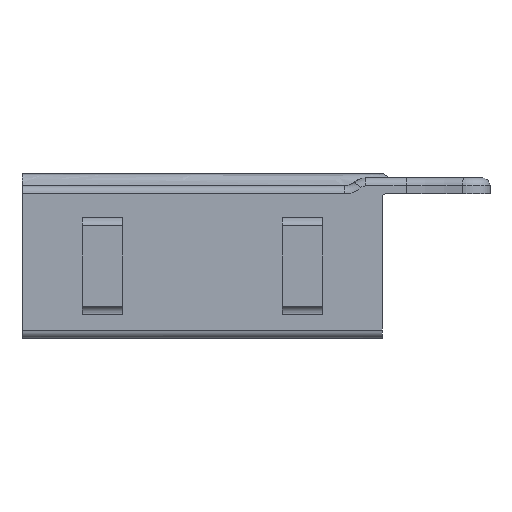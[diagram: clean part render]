
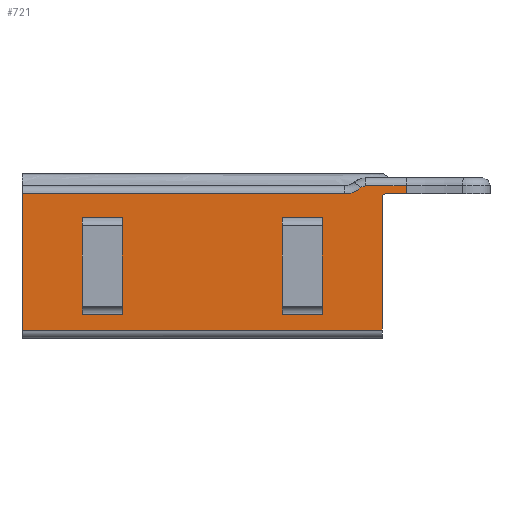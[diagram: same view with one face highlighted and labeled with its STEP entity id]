
A CAD part, left-side view. The second image highlights one B-rep face of the part: STEP entity #721.
In plain terms, the highlighted free-form (B-spline) face has degree [1, 1] with [2, 2] control points.
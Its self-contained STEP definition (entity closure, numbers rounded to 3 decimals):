
#378=CARTESIAN_POINT('',(-17.0,16.0,-38.496));
#379=VERTEX_POINT('',#378);
#389=CARTESIAN_POINT('',(-17.0,16.0,-21.496));
#390=VERTEX_POINT('',#389);
#391=CARTESIAN_POINT('',(-17.0,16.0,-38.496));
#392=DIRECTION('',(0.0,0.0,1.0));
#393=VECTOR('',#392,17.);
#394=LINE('',#391,#393);
#395=EDGE_CURVE('',#379,#390,#394,.T.);
#546=CARTESIAN_POINT('',(-17.0,-16.5,-36.496));
#547=VERTEX_POINT('',#546);
#555=CARTESIAN_POINT('',(-17.0,-21.5,-36.496));
#556=VERTEX_POINT('',#555);
#557=CARTESIAN_POINT('',(-17.0,-16.5,-36.496));
#558=DIRECTION('',(0.0,-1.0,0.0));
#559=VECTOR('',#558,5.0);
#560=LINE('',#557,#559);
#561=EDGE_CURVE('',#547,#556,#560,.T.);
#581=CARTESIAN_POINT('',(-17.0,16.0,-20.496));
#582=CARTESIAN_POINT('',(-17.0,16.0,-38.496));
#583=CARTESIAN_POINT('',(-17.0,-32.036,-20.496));
#584=CARTESIAN_POINT('',(-17.0,-32.036,-38.496));
#585=B_SPLINE_SURFACE_WITH_KNOTS('',1,1,((#581,#583),(#582,#584)),.UNSPECIFIED.,.F.,.F.,.U.,(2,2),(2,2),(0.0,18.),(0.0,48.036),.UNSPECIFIED.);
#586=CARTESIAN_POINT('',(-17.0,-24.268,-21.496));
#587=VERTEX_POINT('',#586);
#588=CARTESIAN_POINT('',(-17.0,16.0,-21.496));
#589=DIRECTION('',(0.0,-1.0,0.0));
#590=VECTOR('',#589,40.268);
#591=LINE('',#588,#590);
#592=EDGE_CURVE('',#390,#587,#591,.T.);
#593=ORIENTED_EDGE('',*,*,#592,.F.);
#594=ORIENTED_EDGE('',*,*,#395,.F.);
#595=CARTESIAN_POINT('',(-17.0,-29.,-38.496));
#596=VERTEX_POINT('',#595);
#597=CARTESIAN_POINT('',(-17.0,-29.,-38.496));
#598=DIRECTION('',(0.0,1.0,0.0));
#599=VECTOR('',#598,45.0);
#600=LINE('',#597,#599);
#601=EDGE_CURVE('',#596,#379,#600,.T.);
#602=ORIENTED_EDGE('',*,*,#601,.F.);
#603=CARTESIAN_POINT('',(-17.0,-29.,-21.896));
#604=VERTEX_POINT('',#603);
#605=CARTESIAN_POINT('',(-17.0,-29.,-21.896));
#606=DIRECTION('',(0.0,0.0,-1.0));
#607=VECTOR('',#606,16.6);
#608=LINE('',#605,#607);
#609=EDGE_CURVE('',#596,#604,#608,.F.);
#610=ORIENTED_EDGE('',*,*,#609,.T.);
#611=CARTESIAN_POINT('',(-17.,-29.4,-21.496));
#612=VERTEX_POINT('',#611);
#613=CARTESIAN_POINT('',(-17.0,-29.4,-21.896));
#614=DIRECTION('',(1.,0.0,0.0));
#615=DIRECTION('',(0.0,0.707,0.707));
#616=AXIS2_PLACEMENT_3D('',#613,#614,#615);
#617=CIRCLE('',#616,0.4);
#618=EDGE_CURVE('',#604,#612,#617,.T.);
#619=ORIENTED_EDGE('',*,*,#618,.T.);
#620=CARTESIAN_POINT('',(-17.,-32.036,-21.496));
#621=VERTEX_POINT('',#620);
#622=CARTESIAN_POINT('',(-17.,-32.036,-21.496));
#623=DIRECTION('',(0.0,1.0,0.0));
#624=VECTOR('',#623,2.636);
#625=LINE('',#622,#624);
#626=EDGE_CURVE('',#621,#612,#625,.T.);
#627=ORIENTED_EDGE('',*,*,#626,.F.);
#628=CARTESIAN_POINT('',(-17.0,-32.036,-20.496));
#629=VERTEX_POINT('',#628);
#630=CARTESIAN_POINT('',(-17.0,-32.036,-21.496));
#631=DIRECTION('',(0.0,0.0,1.0));
#632=VECTOR('',#631,1.);
#633=LINE('',#630,#632);
#634=EDGE_CURVE('',#621,#629,#633,.T.);
#635=ORIENTED_EDGE('',*,*,#634,.T.);
#636=CARTESIAN_POINT('',(-17.0,-26.914,-20.496));
#637=VERTEX_POINT('',#636);
#638=CARTESIAN_POINT('',(-17.0,-26.914,-20.496));
#639=DIRECTION('',(0.0,-1.0,0.0));
#640=VECTOR('',#639,5.122);
#641=LINE('',#638,#640);
#642=EDGE_CURVE('',#637,#629,#641,.T.);
#643=ORIENTED_EDGE('',*,*,#642,.F.);
#644=CARTESIAN_POINT('',(-17.0,-26.252,-20.746));
#645=VERTEX_POINT('',#644);
#646=CARTESIAN_POINT('',(-17.0,-26.914,-21.496));
#647=DIRECTION('',(1.,0.0,0.0));
#648=DIRECTION('',(0.0,0.354,0.935));
#649=AXIS2_PLACEMENT_3D('',#646,#647,#648);
#650=CIRCLE('',#649,1.);
#651=EDGE_CURVE('',#645,#637,#650,.T.);
#652=ORIENTED_EDGE('',*,*,#651,.F.);
#653=CARTESIAN_POINT('',(-17.0,-24.268,-18.496));
#654=DIRECTION('',(-1.,0.0,0.0));
#655=DIRECTION('',(0.0,-0.354,-0.935));
#656=AXIS2_PLACEMENT_3D('',#653,#654,#655);
#657=CIRCLE('',#656,3.);
#658=EDGE_CURVE('',#587,#645,#657,.T.);
#659=ORIENTED_EDGE('',*,*,#658,.F.);
#660=EDGE_LOOP('',(#593,#594,#602,#610,#619,#627,#635,#643,#652,#659));
#661=FACE_OUTER_BOUND('',#660,.T.);
#662=CARTESIAN_POINT('',(-17.0,3.5,-36.496));
#663=VERTEX_POINT('',#662);
#664=CARTESIAN_POINT('',(-17.0,3.5,-24.496));
#665=VERTEX_POINT('',#664);
#666=CARTESIAN_POINT('',(-17.0,3.5,-36.496));
#667=DIRECTION('',(0.0,0.0,1.0));
#668=VECTOR('',#667,12.);
#669=LINE('',#666,#668);
#670=EDGE_CURVE('',#663,#665,#669,.T.);
#671=ORIENTED_EDGE('',*,*,#670,.F.);
#672=CARTESIAN_POINT('',(-17.0,8.5,-36.496));
#673=VERTEX_POINT('',#672);
#674=CARTESIAN_POINT('',(-17.0,8.5,-36.496));
#675=DIRECTION('',(0.0,-1.0,0.0));
#676=VECTOR('',#675,5.);
#677=LINE('',#674,#676);
#678=EDGE_CURVE('',#673,#663,#677,.T.);
#679=ORIENTED_EDGE('',*,*,#678,.F.);
#680=CARTESIAN_POINT('',(-17.0,8.5,-24.496));
#681=VERTEX_POINT('',#680);
#682=CARTESIAN_POINT('',(-17.0,8.5,-36.496));
#683=DIRECTION('',(0.0,0.0,1.0));
#684=VECTOR('',#683,12.);
#685=LINE('',#682,#684);
#686=EDGE_CURVE('',#673,#681,#685,.T.);
#687=ORIENTED_EDGE('',*,*,#686,.T.);
#688=CARTESIAN_POINT('',(-17.0,3.5,-24.496));
#689=DIRECTION('',(0.0,1.0,0.0));
#690=VECTOR('',#689,5.);
#691=LINE('',#688,#690);
#692=EDGE_CURVE('',#665,#681,#691,.T.);
#693=ORIENTED_EDGE('',*,*,#692,.F.);
#694=EDGE_LOOP('',(#671,#679,#687,#693));
#695=FACE_BOUND('',#694,.T.);
#696=CARTESIAN_POINT('',(-17.0,-21.5,-24.496));
#697=VERTEX_POINT('',#696);
#698=CARTESIAN_POINT('',(-17.0,-21.5,-24.496));
#699=DIRECTION('',(0.0,0.0,-1.0));
#700=VECTOR('',#699,12.);
#701=LINE('',#698,#700);
#702=EDGE_CURVE('',#697,#556,#701,.T.);
#703=ORIENTED_EDGE('',*,*,#702,.T.);
#704=ORIENTED_EDGE('',*,*,#561,.F.);
#705=CARTESIAN_POINT('',(-17.0,-16.5,-24.496));
#706=VERTEX_POINT('',#705);
#707=CARTESIAN_POINT('',(-17.0,-16.5,-36.496));
#708=DIRECTION('',(0.0,0.0,1.0));
#709=VECTOR('',#708,12.);
#710=LINE('',#707,#709);
#711=EDGE_CURVE('',#547,#706,#710,.T.);
#712=ORIENTED_EDGE('',*,*,#711,.T.);
#713=CARTESIAN_POINT('',(-17.0,-21.5,-24.496));
#714=DIRECTION('',(0.0,1.0,0.0));
#715=VECTOR('',#714,5.);
#716=LINE('',#713,#715);
#717=EDGE_CURVE('',#697,#706,#716,.T.);
#718=ORIENTED_EDGE('',*,*,#717,.F.);
#719=EDGE_LOOP('',(#703,#704,#712,#718));
#720=FACE_BOUND('',#719,.T.);
#721=ADVANCED_FACE('',(#661,#695,#720),#585,.T.);
